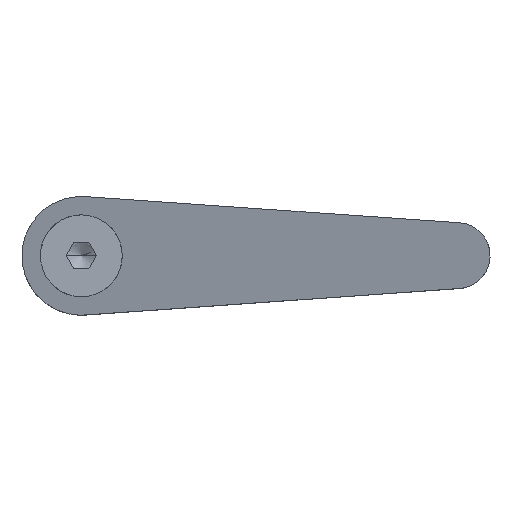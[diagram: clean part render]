
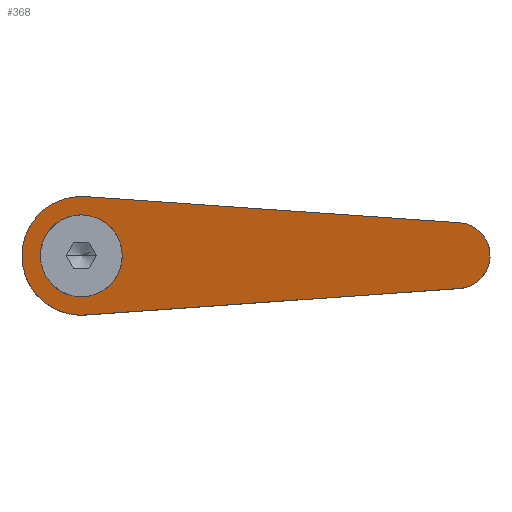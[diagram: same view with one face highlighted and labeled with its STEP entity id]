
A CAD part, top view. The second image highlights one B-rep face of the part: STEP entity #368.
In plain terms, the highlighted planar face has unit normal (-0.266, 0, 0.964).
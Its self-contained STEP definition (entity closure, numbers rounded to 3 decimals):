
#222=EDGE_CURVE('',#278,#252,#584,.T.);
#238=EDGE_CURVE('',#252,#532,#602,.T.);
#250=VERTEX_POINT('',#617);
#252=VERTEX_POINT('',#619);
#258=VERTEX_POINT('',#625);
#278=VERTEX_POINT('',#650);
#282=EDGE_CURVE('',#302,#468,#654,.T.);
#302=VERTEX_POINT('',#674);
#362=EDGE_CURVE('',#512,#302,#744,.T.);
#368=ADVANCED_FACE('',(#750,#751),#752,.F.);
#462=EDGE_CURVE('',#532,#278,#855,.T.);
#468=VERTEX_POINT('',#861);
#504=EDGE_CURVE('',#468,#250,#898,.T.);
#512=VERTEX_POINT('',#906);
#528=EDGE_CURVE('',#250,#258,#923,.T.);
#530=EDGE_CURVE('',#258,#512,#925,.T.);
#532=VERTEX_POINT('',#927);
#584=ELLIPSE('',#979,6.431,6.2);
#602=ELLIPSE('',#1016,6.431,6.2);
#617=CARTESIAN_POINT('',(57.351,4.988,107.379));
#619=CARTESIAN_POINT('',(0.,6.2,91.579));
#625=CARTESIAN_POINT('',(0.632,8.978,91.753));
#650=CARTESIAN_POINT('',(0.,-6.2,91.579));
#654=LINE('',#1073,#1074);
#674=CARTESIAN_POINT('',(0.632,-8.978,91.753));
#744=ELLIPSE('',#1211,9.335,9.);
#750=FACE_OUTER_BOUND('',#1220,.T.);
#751=FACE_BOUND('',#1221,.T.);
#752=PLANE('',#1222);
#855=ELLIPSE('',#1399,6.431,6.2);
#861=CARTESIAN_POINT('',(57.351,-4.988,107.379));
#898=ELLIPSE('',#1482,5.186,5.);
#906=CARTESIAN_POINT('',(-9.,0.,89.1));
#923=LINE('',#1518,#1519);
#925=ELLIPSE('',#1522,9.335,9.);
#927=CARTESIAN_POINT('',(-1.001,6.119,91.304));
#979=AXIS2_PLACEMENT_3D('',#1586,#1587,#1588);
#1016=AXIS2_PLACEMENT_3D('',#1614,#1615,#1616);
#1073=CARTESIAN_POINT('',(59.719,-4.821,108.031));
#1074=VECTOR('',#1677,1.0);
#1211=AXIS2_PLACEMENT_3D('',#1769,#1770,#1771);
#1220=EDGE_LOOP('',(#1777,#1778,#1779,#1780,#1781));
#1221=EDGE_LOOP('',(#1782,#1783,#1784));
#1222=AXIS2_PLACEMENT_3D('',#1785,#1786,#1787);
#1399=AXIS2_PLACEMENT_3D('',#1902,#1903,#1904);
#1482=AXIS2_PLACEMENT_3D('',#1929,#1930,#1931);
#1518=CARTESIAN_POINT('',(33.351,6.676,100.767));
#1519=VECTOR('',#1950,1.0);
#1522=AXIS2_PLACEMENT_3D('',#1951,#1952,#1953);
#1586=CARTESIAN_POINT('',(0.0,0.0,91.579));
#1587=DIRECTION('',(-0.266,0.,0.964));
#1588=DIRECTION('',(-0.964,0.0,-0.266));
#1614=CARTESIAN_POINT('',(0.0,0.0,91.579));
#1615=DIRECTION('',(-0.266,0.,0.964));
#1616=DIRECTION('',(-0.964,0.0,-0.266));
#1677=DIRECTION('',(0.962,0.068,0.265));
#1769=CARTESIAN_POINT('',(0.,0.,91.579));
#1770=DIRECTION('',(-0.266,0.,0.964));
#1771=DIRECTION('',(-0.964,0.,-0.266));
#1777=ORIENTED_EDGE('',*,*,#530,.T.);
#1778=ORIENTED_EDGE('',*,*,#362,.T.);
#1779=ORIENTED_EDGE('',*,*,#282,.T.);
#1780=ORIENTED_EDGE('',*,*,#504,.T.);
#1781=ORIENTED_EDGE('',*,*,#528,.T.);
#1782=ORIENTED_EDGE('',*,*,#462,.F.);
#1783=ORIENTED_EDGE('',*,*,#238,.F.);
#1784=ORIENTED_EDGE('',*,*,#222,.F.);
#1785=CARTESIAN_POINT('',(27.678,0.,99.204));
#1786=DIRECTION('',(0.266,0.,-0.964));
#1787=DIRECTION('',(0.256,0.964,0.071));
#1902=CARTESIAN_POINT('',(0.0,0.0,91.579));
#1903=DIRECTION('',(-0.266,0.,0.964));
#1904=DIRECTION('',(-0.964,0.0,-0.266));
#1929=CARTESIAN_POINT('',(57.0,0.0,107.282));
#1930=DIRECTION('',(-0.266,0.,0.964));
#1931=DIRECTION('',(0.964,0.,0.266));
#1950=DIRECTION('',(-0.962,0.068,-0.265));
#1951=CARTESIAN_POINT('',(0.,0.,91.579));
#1952=DIRECTION('',(-0.266,0.,0.964));
#1953=DIRECTION('',(-0.964,0.,-0.266));
